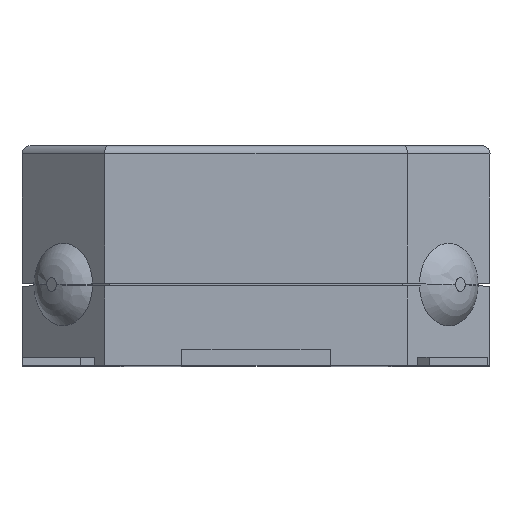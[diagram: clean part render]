
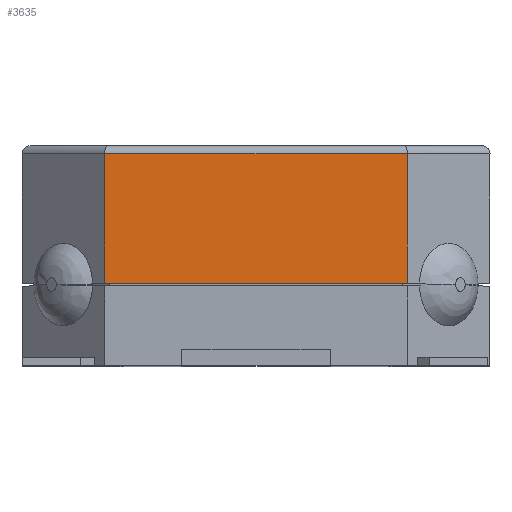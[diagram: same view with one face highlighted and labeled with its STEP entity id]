
A CAD part, top view. The second image highlights one B-rep face of the part: STEP entity #3635.
In plain terms, the highlighted planar face has unit normal (0, 0, 1).
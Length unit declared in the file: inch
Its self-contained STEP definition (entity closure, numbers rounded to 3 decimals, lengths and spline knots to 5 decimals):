
#147 = LINE ( 'NONE', #212, #5470 ) ;
#212 = CARTESIAN_POINT ( 'NONE',  ( 0.27559, -0.06091, 0.33465 ) ) ;
#215 = LINE ( 'NONE', #3445, #2384 ) ;
#376 = DIRECTION ( 'NONE',  ( 1., 0., 0. ) ) ;
#677 = CARTESIAN_POINT ( 'NONE',  ( 0.27559, 0.03346, 0.33465 ) ) ;
#1039 = DIRECTION ( 'NONE',  ( 0., 0., 1. ) ) ;
#1354 = EDGE_CURVE ( 'NONE', #7011, #4420, #6533, .T. ) ;
#1601 = VERTEX_POINT ( 'NONE', #677 ) ;
#1653 = EDGE_LOOP ( 'NONE', ( #4923, #4465, #4637, #6937 ) ) ;
#2367 = EDGE_CURVE ( 'NONE', #5995, #1601, #3004, .T. ) ;
#2384 = VECTOR ( 'NONE', #5723, 39.37008 ) ;
#2512 = CARTESIAN_POINT ( 'NONE',  ( 0.05906, -0.05906, 0.33465 ) ) ;
#2632 = CARTESIAN_POINT ( 'NONE',  ( 0.27559, -0.05906, 0.33465 ) ) ;
#3004 = LINE ( 'NONE', #6282, #4138 ) ;
#3177 = FACE_OUTER_BOUND ( 'NONE', #1653, .T. ) ;
#3360 = DIRECTION ( 'NONE',  ( 1., 0., 0. ) ) ;
#3445 = CARTESIAN_POINT ( 'NONE',  ( 0.05906, 0.03531, 0.33465 ) ) ;
#3635 = ADVANCED_FACE ( 'NONE', ( #3177 ), #4046, .T. ) ;
#3930 = DIRECTION ( 'NONE',  ( 1., 0., 0. ) ) ;
#3943 = CARTESIAN_POINT ( 'NONE',  ( 0.05906, 0.03346, 0.33465 ) ) ;
#4046 = PLANE ( 'NONE',  #5526 ) ;
#4138 = VECTOR ( 'NONE', #376, 39.37008 ) ;
#4420 = VERTEX_POINT ( 'NONE', #2632 ) ;
#4465 = ORIENTED_EDGE ( 'NONE', *, *, #6957, .F. ) ;
#4619 = DIRECTION ( 'NONE',  ( 0., -1., 0. ) ) ;
#4637 = ORIENTED_EDGE ( 'NONE', *, *, #2367, .F. ) ;
#4923 = ORIENTED_EDGE ( 'NONE', *, *, #1354, .T. ) ;
#5176 = VECTOR ( 'NONE', #3930, 39.37008 ) ;
#5470 = VECTOR ( 'NONE', #4619, 39.37008 ) ;
#5526 = AXIS2_PLACEMENT_3D ( 'NONE', #7071, #1039, #3360 ) ;
#5723 = DIRECTION ( 'NONE',  ( 0., 1., 0. ) ) ;
#5995 = VERTEX_POINT ( 'NONE', #3943 ) ;
#6044 = EDGE_CURVE ( 'NONE', #7011, #5995, #215, .T. ) ;
#6282 = CARTESIAN_POINT ( 'NONE',  ( 0.16732, 0.03346, 0.33465 ) ) ;
#6533 = LINE ( 'NONE', #6674, #5176 ) ;
#6674 = CARTESIAN_POINT ( 'NONE',  ( 0.05472, -0.05906, 0.33465 ) ) ;
#6937 = ORIENTED_EDGE ( 'NONE', *, *, #6044, .F. ) ;
#6957 = EDGE_CURVE ( 'NONE', #1601, #4420, #147, .T. ) ;
#7011 = VERTEX_POINT ( 'NONE', #2512 ) ;
#7071 = CARTESIAN_POINT ( 'NONE',  ( 0.05472, -0.06091, 0.33465 ) ) ;
